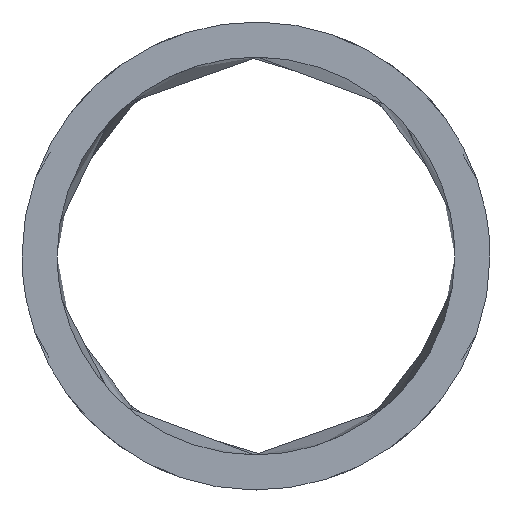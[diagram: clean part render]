
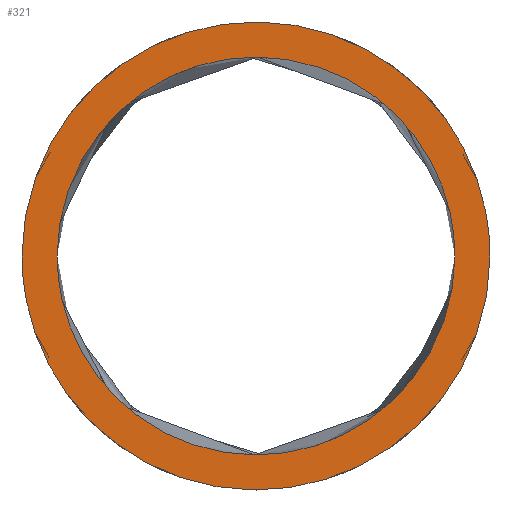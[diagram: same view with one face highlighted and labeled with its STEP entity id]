
A CAD part, front view. The second image highlights one B-rep face of the part: STEP entity #321.
In plain terms, the highlighted planar face has unit normal (0, -1, 0).
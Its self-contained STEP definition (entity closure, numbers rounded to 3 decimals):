
#90=CARTESIAN_POINT('Vertex',(-2234.9,-170.,341.48)) ;
#96=CARTESIAN_POINT('Control Point',(-2234.9,-170.,341.48)) ;
#97=CARTESIAN_POINT('Control Point',(-2234.9,-170.,331.48)) ;
#98=CARTESIAN_POINT('Control Point',(-2244.9,-170.,326.48)) ;
#99=CARTESIAN_POINT('Control Point',(-2254.9,-170.,331.48)) ;
#100=CARTESIAN_POINT('Control Point',(-2254.9,-170.,341.48)) ;
#101=CARTESIAN_POINT('Vertex',(-2254.9,-170.,341.48)) ;
#160=CARTESIAN_POINT('Control Point',(-2254.9,-170.,341.48)) ;
#161=CARTESIAN_POINT('Control Point',(-2254.9,-170.,351.48)) ;
#162=CARTESIAN_POINT('Control Point',(-2244.9,-170.,356.48)) ;
#163=CARTESIAN_POINT('Control Point',(-2234.9,-170.,351.48)) ;
#164=CARTESIAN_POINT('Control Point',(-2234.9,-170.,341.48)) ;
#229=CARTESIAN_POINT('Vertex',(-2236.4,-170.,341.48)) ;
#233=CARTESIAN_POINT('Control Point',(-2253.4,-170.,341.48)) ;
#234=CARTESIAN_POINT('Control Point',(-2253.4,-170.,349.98)) ;
#235=CARTESIAN_POINT('Control Point',(-2244.9,-170.,354.23)) ;
#236=CARTESIAN_POINT('Control Point',(-2236.4,-170.,349.98)) ;
#237=CARTESIAN_POINT('Control Point',(-2236.4,-170.,341.48)) ;
#238=CARTESIAN_POINT('Vertex',(-2253.4,-170.,341.48)) ;
#295=CARTESIAN_POINT('Control Point',(-2236.4,-170.,341.48)) ;
#296=CARTESIAN_POINT('Control Point',(-2236.4,-170.,332.98)) ;
#297=CARTESIAN_POINT('Control Point',(-2244.9,-170.,328.73)) ;
#298=CARTESIAN_POINT('Control Point',(-2253.4,-170.,332.98)) ;
#299=CARTESIAN_POINT('Control Point',(-2253.4,-170.,341.48)) ;
#308=CARTESIAN_POINT('Axis2P3D Location',(-2244.9,-170.,341.48)) ;
#309=DIRECTION('Axis2P3D Direction',(0.,1.,0.)) ;
#310=DIRECTION('Axis2P3D XDirection',(1.,0.,0.)) ;
#311=AXIS2_PLACEMENT_3D('Plane Axis2P3D',#308,#309,#310) ;
#314=ORIENTED_EDGE('',*,*,#165,.F.) ;
#315=ORIENTED_EDGE('',*,*,#103,.F.) ;
#318=ORIENTED_EDGE('',*,*,#300,.T.) ;
#319=ORIENTED_EDGE('',*,*,#240,.T.) ;
#320=FACE_BOUND('',#317,.T.) ;
#321=ADVANCED_FACE('Corps principal',(#316,#320),#312,.F.) ;
#103=EDGE_CURVE('',#91,#102,#95,.T.) ;
#165=EDGE_CURVE('',#102,#91,#159,.T.) ;
#240=EDGE_CURVE('',#239,#230,#232,.T.) ;
#300=EDGE_CURVE('',#230,#239,#294,.T.) ;
#313=EDGE_LOOP('',(#314,#315)) ;
#317=EDGE_LOOP('',(#318,#319)) ;
#316=FACE_OUTER_BOUND('',#313,.T.) ;
#312=PLANE('Plane',#311) ;
#91=VERTEX_POINT('',#90) ;
#102=VERTEX_POINT('',#101) ;
#230=VERTEX_POINT('',#229) ;
#239=VERTEX_POINT('',#238) ;
#95=(BOUNDED_CURVE()B_SPLINE_CURVE(4,(#96,#97,#98,#99,#100),.UNSPECIFIED.,.F.,.U.)B_SPLINE_CURVE_WITH_KNOTS((5,5),(0.,31.416),.UNSPECIFIED.)CURVE()GEOMETRIC_REPRESENTATION_ITEM()RATIONAL_B_SPLINE_CURVE((1.,0.707,0.667,0.707,1.))REPRESENTATION_ITEM('')) ;
#159=(BOUNDED_CURVE()B_SPLINE_CURVE(4,(#160,#161,#162,#163,#164),.UNSPECIFIED.,.F.,.U.)B_SPLINE_CURVE_WITH_KNOTS((5,5),(31.416,62.832),.UNSPECIFIED.)CURVE()GEOMETRIC_REPRESENTATION_ITEM()RATIONAL_B_SPLINE_CURVE((1.,0.707,0.667,0.707,1.))REPRESENTATION_ITEM('')) ;
#232=(BOUNDED_CURVE()B_SPLINE_CURVE(4,(#233,#234,#235,#236,#237),.UNSPECIFIED.,.F.,.U.)B_SPLINE_CURVE_WITH_KNOTS((5,5),(26.704,53.407),.UNSPECIFIED.)CURVE()GEOMETRIC_REPRESENTATION_ITEM()RATIONAL_B_SPLINE_CURVE((1.,0.707,0.667,0.707,1.))REPRESENTATION_ITEM('')) ;
#294=(BOUNDED_CURVE()B_SPLINE_CURVE(4,(#295,#296,#297,#298,#299),.UNSPECIFIED.,.F.,.U.)B_SPLINE_CURVE_WITH_KNOTS((5,5),(0.,26.704),.UNSPECIFIED.)CURVE()GEOMETRIC_REPRESENTATION_ITEM()RATIONAL_B_SPLINE_CURVE((1.,0.707,0.667,0.707,1.))REPRESENTATION_ITEM('')) ;
